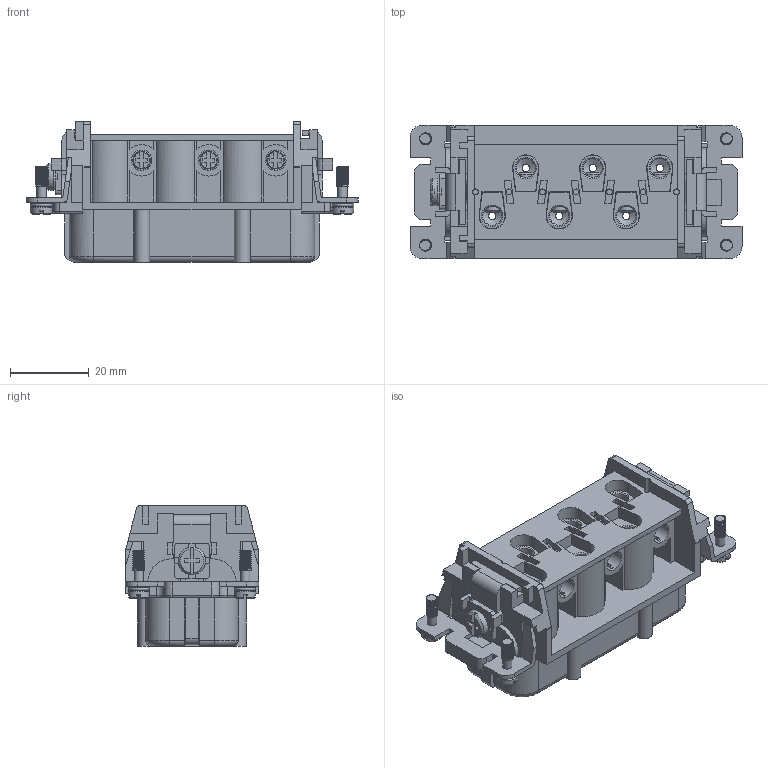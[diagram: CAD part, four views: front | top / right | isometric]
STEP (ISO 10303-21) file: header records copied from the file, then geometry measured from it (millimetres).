
FILE_DESCRIPTION(/* description */ (''),/* implementation_level */ '2;1');
FILE_NAME(/* name */ 'HSB-006-F.stp',/* time_stamp */ '2023-02-09T00:12:10+08:00',/* author */ (''),/* organization */ (''),/* preprocessor_version */ 'ST-DEVELOPER v16',/* originating_system */ 'SIEMENS PLM Software NX 10.0',/* authorisation */ '');
FILE_SCHEMA (('AUTOMOTIVE_DESIGN { 1 0 10303 214 3 1 1 1 }'));
Products named in the file (1): Admi0A2C26ACrown
Bounding box: 84.2 x 33.8 x 35.7 mm (x, y, z)
Volume: 2.5 mm3; surface area: 34606 mm2
Topology: 12 solids, 13 shells, 1916 faces, 5495 edges, 3610 vertices
Faces by surface type: plane 1017, cylinder 493, cone 191, bspline 121, torus 94
Full cylindrical faces by diameter (mm): 1.5 x7, 2.4 x8, 3 x40, 4 x8, 4.2 x6, 4.8 x6, 5.2 x6, 5.3 x4, 5.5 x6, 5.7 x6, 7 x1
Entity records: 81598 total; most frequent: CARTESIAN_POINT 34286, ORIENTED_EDGE 10426, DIRECTION 9158, EDGE_CURVE 5213, VERTEX_POINT 3467, AXIS2_PLACEMENT_3D 3235, LINE 2688, VECTOR 2688
